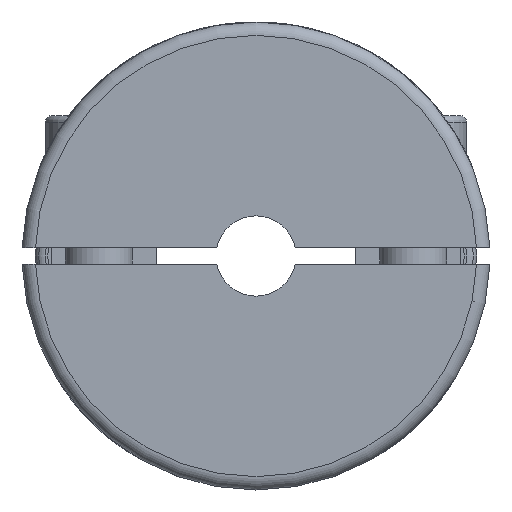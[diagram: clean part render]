
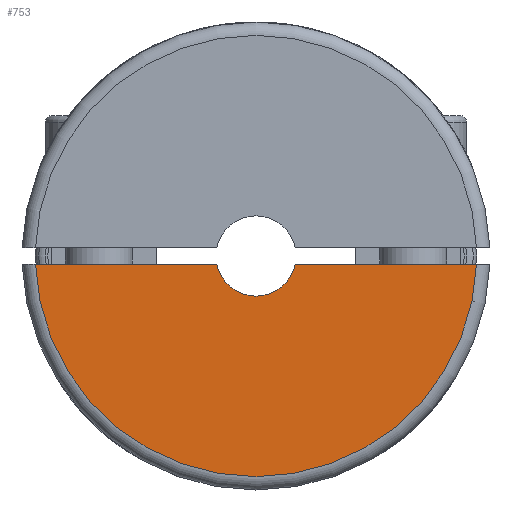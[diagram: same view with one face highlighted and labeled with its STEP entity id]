
A CAD part, left-side view. The second image highlights one B-rep face of the part: STEP entity #753.
In plain terms, the highlighted planar face has unit normal (-1, 0, 0).
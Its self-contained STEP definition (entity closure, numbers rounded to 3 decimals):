
#753 = ADVANCED_FACE( '', ( #1686 ), #1687, .F. );
#1686 = FACE_OUTER_BOUND( '', #2639, .T. );
#1687 = PLANE( '', #2640 );
#2639 = EDGE_LOOP( '', ( #4362, #4363, #4364, #4365 ) );
#2640 = AXIS2_PLACEMENT_3D( '', #4366, #4367, #4368 );
#4362 = ORIENTED_EDGE( '', *, *, #5089, .F. );
#4363 = ORIENTED_EDGE( '', *, *, #4651, .F. );
#4364 = ORIENTED_EDGE( '', *, *, #5048, .T. );
#4365 = ORIENTED_EDGE( '', *, *, #5037, .F. );
#4366 = CARTESIAN_POINT( '', ( 0., 0., 6. ) );
#4367 = DIRECTION( '', ( 1., 0., 0. ) );
#4368 = DIRECTION( '', ( 0., 1., 0. ) );
#4651 = EDGE_CURVE( '', #5408, #5410, #5411, .T. );
#5037 = EDGE_CURVE( '', #5956, #5957, #5958, .T. );
#5048 = EDGE_CURVE( '', #5408, #5957, #5971, .T. );
#5089 = EDGE_CURVE( '', #5410, #5956, #6018, .T. );
#5408 = VERTEX_POINT( '', #6459 );
#5410 = VERTEX_POINT( '', #6462 );
#5411 = LINE( '', #6463, #6464 );
#5956 = VERTEX_POINT( '', #8006 );
#5957 = VERTEX_POINT( '', #8007 );
#5958 = LINE( '', #8008, #8009 );
#5971 = CIRCLE( '', #8038, 6. );
#6018 = CIRCLE( '', #8090, 33. );
#6459 = CARTESIAN_POINT( '', ( 0., -5.879, -1.2 ) );
#6462 = CARTESIAN_POINT( '', ( 0., -32.978, -1.2 ) );
#6463 = CARTESIAN_POINT( '', ( 0., 0., -1.2 ) );
#6464 = VECTOR( '', #8391, 1000. );
#8006 = CARTESIAN_POINT( '', ( 0., 32.978, -1.2 ) );
#8007 = CARTESIAN_POINT( '', ( 0., 5.879, -1.2 ) );
#8008 = CARTESIAN_POINT( '', ( 0., 0., -1.2 ) );
#8009 = VECTOR( '', #8852, 1000. );
#8038 = AXIS2_PLACEMENT_3D( '', #8862, #8863, #8864 );
#8090 = AXIS2_PLACEMENT_3D( '', #8885, #8886, #8887 );
#8391 = DIRECTION( '', ( 0., -1., 0. ) );
#8852 = DIRECTION( '', ( 0., -1., 0. ) );
#8862 = CARTESIAN_POINT( '', ( 0., 0., 0. ) );
#8863 = DIRECTION( '', ( 1., 0., 0. ) );
#8864 = DIRECTION( '', ( 0., 0., 1. ) );
#8885 = CARTESIAN_POINT( '', ( 0., 0., 0. ) );
#8886 = DIRECTION( '', ( 1., 0., 0. ) );
#8887 = DIRECTION( '', ( 0., 0., 1. ) );
